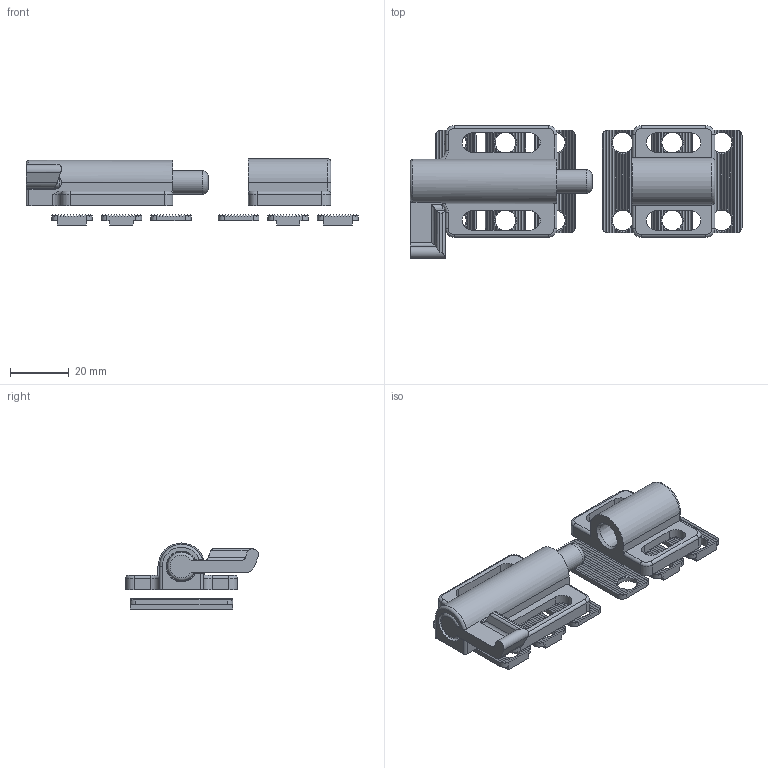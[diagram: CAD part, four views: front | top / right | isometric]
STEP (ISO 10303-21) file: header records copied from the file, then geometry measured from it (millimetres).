
FILE_DESCRIPTION( ( 'STEP AP203' ), '1' );
FILE_NAME( '093082.stp', '2022-03-30T18:44:26', ( 'License CC BY-ND 4.0' ), ( 'CADENAS' ), ' ', 'PARTsolutions', ' ' );
FILE_SCHEMA( ( 'CONFIG_CONTROL_DESIGN' ) );
Length unit declared in the file: millimetre
Products named in the file (7): 093082; _0930821; _0930822; _0930823; _0930824; _0930825; _0930826
Assembly tree (9 placements, depth 2):
  093082
    _0930821
    _0930822
    _0930823
    _0930824  x2
    _0930825  x2
    _0930826  x2
Bounding box: 112.97 x 45.16 x 22.5 mm (x, y, z)
Volume: 23287.6 mm3; surface area: 21174.6 mm2
Topology: 9 solids, 9 shells, 1115 faces, 2818 edges, 1711 vertices
Faces by surface type: plane 797, cone 183, cylinder 120, torus 15
Full cylindrical faces by diameter (mm): 5 x1, 5.5 x1, 8 x1, 8.5 x1, 10.5 x1
Entity records: 24853 total; most frequent: CARTESIAN_POINT 4996, ORIENTED_EDGE 4156, DIRECTION 3995, EDGE_CURVE 2078, LINE 1397, VECTOR 1397, AXIS2_PLACEMENT_3D 1299, VERTEX_POINT 1282
